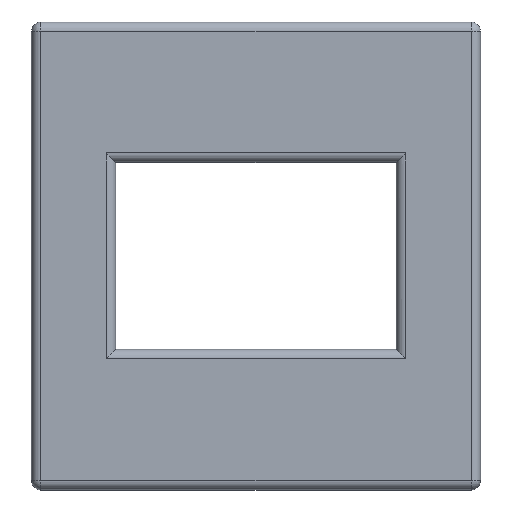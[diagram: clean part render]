
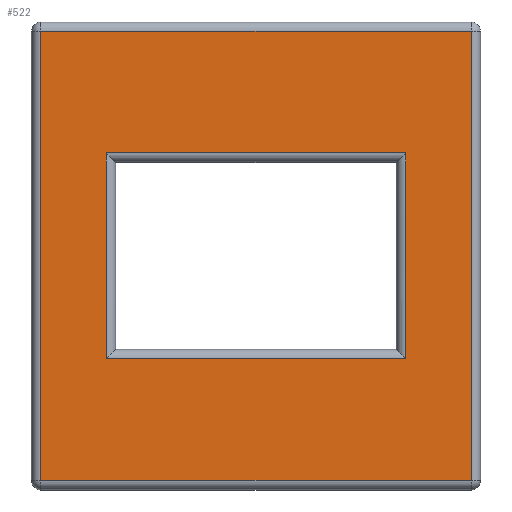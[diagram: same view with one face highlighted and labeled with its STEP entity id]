
A CAD part, top view. The second image highlights one B-rep face of the part: STEP entity #522.
In plain terms, the highlighted planar face has unit normal (0, 0, 1).
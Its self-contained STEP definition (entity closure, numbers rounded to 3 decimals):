
#47=FACE_BOUND('',#99,.T.);
#49=PLANE('',#576);
#60=FACE_OUTER_BOUND('',#98,.T.);
#98=EDGE_LOOP('',(#353,#354,#355,#356));
#99=EDGE_LOOP('',(#357,#358,#359,#360));
#137=LINE('',#835,#181);
#139=LINE('',#842,#183);
#140=LINE('',#844,#184);
#141=LINE('',#846,#185);
#142=LINE('',#847,#186);
#143=LINE('',#849,#187);
#144=LINE('',#851,#188);
#145=LINE('',#852,#189);
#181=VECTOR('',#649,10.);
#183=VECTOR('',#655,10.);
#184=VECTOR('',#656,10.);
#185=VECTOR('',#657,10.);
#186=VECTOR('',#658,10.);
#187=VECTOR('',#659,10.);
#188=VECTOR('',#660,10.);
#189=VECTOR('',#661,10.);
#234=VERTEX_POINT('',#832);
#235=VERTEX_POINT('',#834);
#237=VERTEX_POINT('',#840);
#238=VERTEX_POINT('',#841);
#239=VERTEX_POINT('',#843);
#240=VERTEX_POINT('',#845);
#241=VERTEX_POINT('',#848);
#242=VERTEX_POINT('',#850);
#274=EDGE_CURVE('',#234,#235,#137,.T.);
#277=EDGE_CURVE('',#237,#238,#139,.T.);
#278=EDGE_CURVE('',#239,#237,#140,.T.);
#279=EDGE_CURVE('',#240,#239,#141,.T.);
#280=EDGE_CURVE('',#238,#240,#142,.T.);
#281=EDGE_CURVE('',#235,#241,#143,.T.);
#282=EDGE_CURVE('',#242,#234,#144,.T.);
#283=EDGE_CURVE('',#241,#242,#145,.T.);
#353=ORIENTED_EDGE('',*,*,#277,.F.);
#354=ORIENTED_EDGE('',*,*,#278,.F.);
#355=ORIENTED_EDGE('',*,*,#279,.F.);
#356=ORIENTED_EDGE('',*,*,#280,.F.);
#357=ORIENTED_EDGE('',*,*,#281,.F.);
#358=ORIENTED_EDGE('',*,*,#274,.F.);
#359=ORIENTED_EDGE('',*,*,#282,.F.);
#360=ORIENTED_EDGE('',*,*,#283,.F.);
#522=ADVANCED_FACE('',(#60,#47),#49,.T.);
#576=AXIS2_PLACEMENT_3D('',#839,#653,#654);
#649=DIRECTION('',(0.,1.,0.));
#653=DIRECTION('center_axis',(0.,0.,1.));
#654=DIRECTION('ref_axis',(0.,-1.,0.));
#655=DIRECTION('',(0.,1.,0.));
#656=DIRECTION('',(-1.,0.,0.));
#657=DIRECTION('',(0.,-1.,0.));
#658=DIRECTION('',(1.,0.,0.));
#659=DIRECTION('',(-1.,0.,0.));
#660=DIRECTION('',(1.,0.,0.));
#661=DIRECTION('',(0.,-1.,0.));
#832=CARTESIAN_POINT('',(20.,-18.,7.));
#834=CARTESIAN_POINT('',(20.,-7.,7.));
#835=CARTESIAN_POINT('',(20.,-10.25,7.));
#839=CARTESIAN_POINT('Origin',(12.,-12.5,7.));
#840=CARTESIAN_POINT('',(0.5,-24.5,7.));
#841=CARTESIAN_POINT('',(0.5,-0.5,7.));
#842=CARTESIAN_POINT('',(0.5,-12.5,7.));
#843=CARTESIAN_POINT('',(23.5,-24.5,7.));
#844=CARTESIAN_POINT('',(12.,-24.5,7.));
#845=CARTESIAN_POINT('',(23.5,-0.5,7.));
#846=CARTESIAN_POINT('',(23.5,-12.5,7.));
#847=CARTESIAN_POINT('',(12.,-0.5,7.));
#848=CARTESIAN_POINT('',(4.,-7.,7.));
#849=CARTESIAN_POINT('',(8.25,-7.,7.));
#850=CARTESIAN_POINT('',(4.,-18.,7.));
#851=CARTESIAN_POINT('',(15.5,-18.,7.));
#852=CARTESIAN_POINT('',(4.,-14.75,7.));
